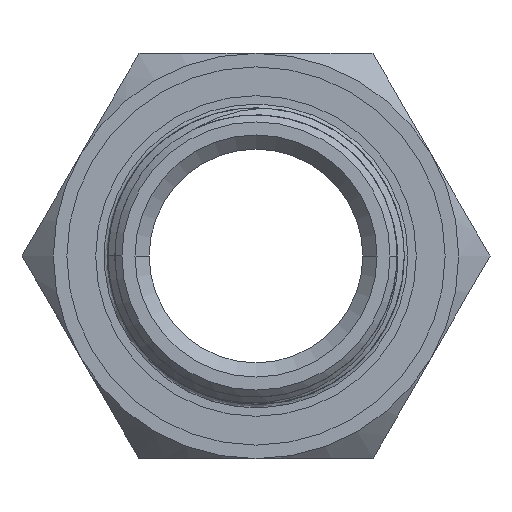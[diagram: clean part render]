
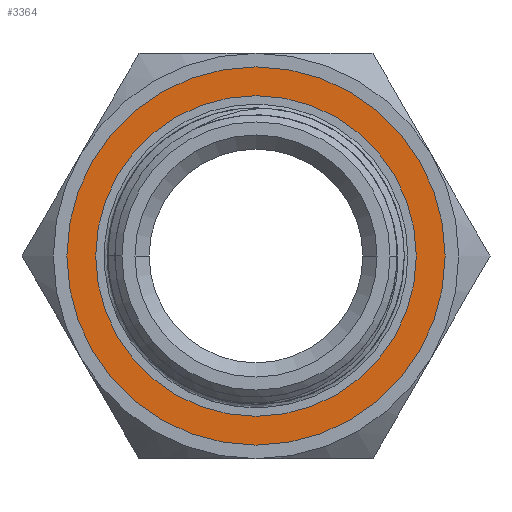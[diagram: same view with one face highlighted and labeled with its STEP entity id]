
A CAD part, front view. The second image highlights one B-rep face of the part: STEP entity #3364.
In plain terms, the highlighted planar face has unit normal (0, -1, 0).
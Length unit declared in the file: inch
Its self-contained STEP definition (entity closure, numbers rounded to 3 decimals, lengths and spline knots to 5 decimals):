
#207=CARTESIAN_POINT('',(0.,0.601,0.));
#208=DIRECTION('',(0.,1.,0.));
#209=DIRECTION('',(1.,0.,0.));
#210=AXIS2_PLACEMENT_3D('',#207,#208,#209);
#212=CARTESIAN_POINT('',(0.,0.601,0.));
#213=DIRECTION('',(0.,1.,0.));
#214=DIRECTION('',(-1.,0.,0.));
#215=AXIS2_PLACEMENT_3D('',#212,#213,#214);
#217=CARTESIAN_POINT('',(0.,0.601,0.));
#218=DIRECTION('',(0.,-1.,0.));
#219=DIRECTION('',(1.,0.,0.));
#220=AXIS2_PLACEMENT_3D('',#217,#218,#219);
#222=CARTESIAN_POINT('',(0.,0.601,0.));
#223=DIRECTION('',(0.,-1.,0.));
#224=DIRECTION('',(-1.,0.,0.));
#225=AXIS2_PLACEMENT_3D('',#222,#223,#224);
#2788=CARTESIAN_POINT('',(0.445,0.601,0.));
#2789=CARTESIAN_POINT('',(-0.445,0.601,0.));
#2790=VERTEX_POINT('',#2788);
#2791=VERTEX_POINT('',#2789);
#2792=CARTESIAN_POINT('',(0.525,0.601,0.));
#2793=CARTESIAN_POINT('',(-0.525,0.601,0.));
#2794=VERTEX_POINT('',#2792);
#2795=VERTEX_POINT('',#2793);
#3349=CARTESIAN_POINT('',(0.,0.601,0.));
#3350=DIRECTION('',(0.,-1.,0.));
#3351=DIRECTION('',(-1.,0.,0.));
#3352=AXIS2_PLACEMENT_3D('',#3349,#3350,#3351);
#3353=PLANE('',#3352);
#3355=ORIENTED_EDGE('',*,*,#3354,.T.);
#3357=ORIENTED_EDGE('',*,*,#3356,.T.);
#3358=EDGE_LOOP('',(#3355,#3357));
#3359=FACE_OUTER_BOUND('',#3358,.F.);
#3360=ORIENTED_EDGE('',*,*,#3329,.T.);
#3361=ORIENTED_EDGE('',*,*,#3343,.T.);
#3362=EDGE_LOOP('',(#3360,#3361));
#3363=FACE_BOUND('',#3362,.F.);
#3364=ADVANCED_FACE('',(#3359,#3363),#3353,.T.);
#211=CIRCLE('',#210,0.525);
#216=CIRCLE('',#215,0.525);
#221=CIRCLE('',#220,0.445);
#226=CIRCLE('',#225,0.445);
#3329=EDGE_CURVE('',#2790,#2791,#221,.T.);
#3343=EDGE_CURVE('',#2791,#2790,#226,.T.);
#3354=EDGE_CURVE('',#2794,#2795,#211,.T.);
#3356=EDGE_CURVE('',#2795,#2794,#216,.T.);
